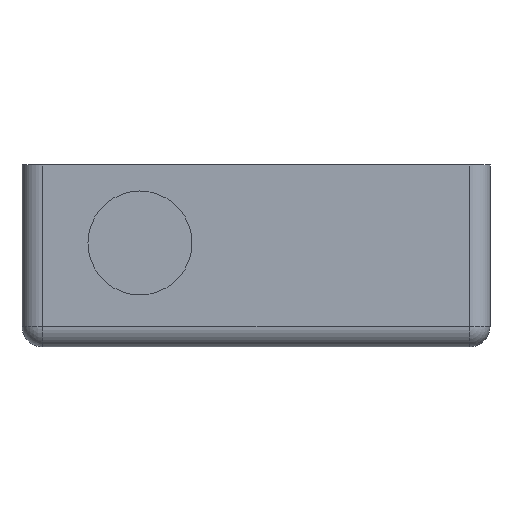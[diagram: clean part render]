
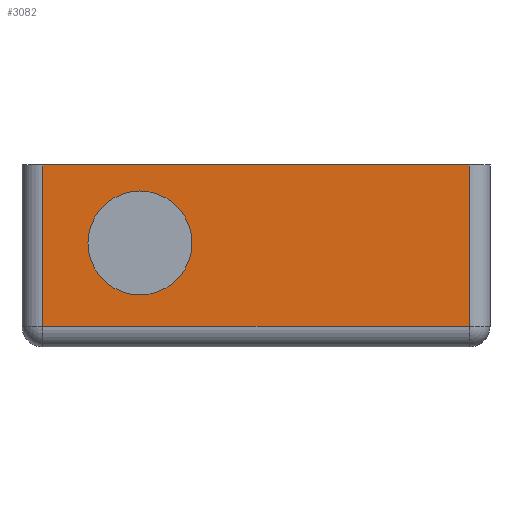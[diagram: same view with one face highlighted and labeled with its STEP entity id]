
A CAD part, left-side view. The second image highlights one B-rep face of the part: STEP entity #3082.
In plain terms, the highlighted planar face has unit normal (-1, 0, 0).
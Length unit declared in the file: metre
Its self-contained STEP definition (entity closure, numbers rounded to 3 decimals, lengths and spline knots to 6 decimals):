
#214=LINE('',#4921,#254);
#215=LINE('',#4924,#255);
#216=LINE('',#4926,#256);
#217=LINE('',#4928,#257);
#254=VECTOR('',#3844,1.);
#255=VECTOR('',#3845,1.);
#256=VECTOR('',#3846,1.);
#257=VECTOR('',#3847,1.);
#296=ORIENTED_EDGE('',*,*,#976,.F.);
#297=ORIENTED_EDGE('',*,*,#977,.F.);
#298=ORIENTED_EDGE('',*,*,#978,.T.);
#299=ORIENTED_EDGE('',*,*,#979,.T.);
#300=ORIENTED_EDGE('',*,*,#980,.T.);
#976=EDGE_CURVE('',#1316,#1316,#1620,.T.);
#977=EDGE_CURVE('',#1317,#1318,#214,.T.);
#978=EDGE_CURVE('',#1317,#1319,#215,.T.);
#979=EDGE_CURVE('',#1319,#1320,#216,.T.);
#980=EDGE_CURVE('',#1320,#1318,#217,.F.);
#1316=VERTEX_POINT('',#4920);
#1317=VERTEX_POINT('',#4922);
#1318=VERTEX_POINT('',#4923);
#1319=VERTEX_POINT('',#4925);
#1320=VERTEX_POINT('',#4927);
#1620=CIRCLE('',#3315,0.01);
#1921=EDGE_LOOP('',(#296));
#1922=EDGE_LOOP('',(#297,#298,#299,#300));
#2493=FACE_BOUND('',#1921,.T.);
#2494=FACE_BOUND('',#1922,.T.);
#3063=PLANE('',#3314);
#3082=ADVANCED_FACE('',(#2493,#2494),#3063,.F.);
#3314=AXIS2_PLACEMENT_3D('',#4918,#3840,#3841);
#3315=AXIS2_PLACEMENT_3D('',#4919,#3842,#3843);
#3840=DIRECTION('',(1.,0.,0.));
#3841=DIRECTION('',(0.,1.,0.));
#3842=DIRECTION('',(-1.,0.,0.));
#3843=DIRECTION('',(0.,-1.,0.));
#3844=DIRECTION('',(0.,-1.,0.));
#3845=DIRECTION('',(0.,0.,-1.));
#3846=DIRECTION('',(0.,-1.,0.));
#3847=DIRECTION('',(0.,0.,-1.));
#4918=CARTESIAN_POINT('',(-0.055,0.,0.035));
#4919=CARTESIAN_POINT('',(-0.055,0.022314,0.02));
#4920=CARTESIAN_POINT('',(-0.055,0.012314,0.02));
#4921=CARTESIAN_POINT('',(-0.055,0.,0.035));
#4922=CARTESIAN_POINT('',(-0.055,0.041,0.035));
#4923=CARTESIAN_POINT('',(-0.055,-0.041,0.035));
#4924=CARTESIAN_POINT('',(-0.055,0.041,0.));
#4925=CARTESIAN_POINT('',(-0.055,0.041,0.004));
#4926=CARTESIAN_POINT('',(-0.055,0.,0.004));
#4927=CARTESIAN_POINT('',(-0.055,-0.041,0.004));
#4928=CARTESIAN_POINT('',(-0.055,-0.041,0.035));
